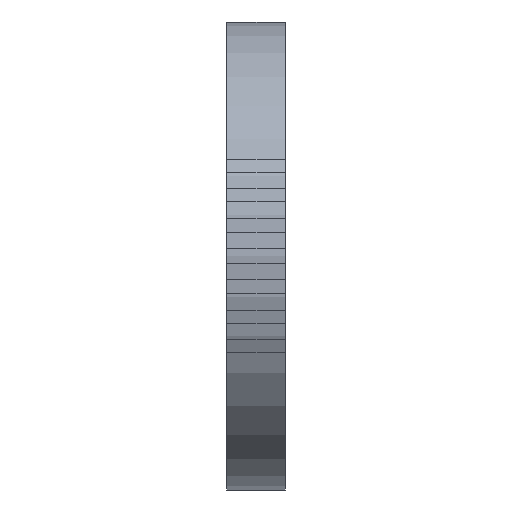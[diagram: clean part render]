
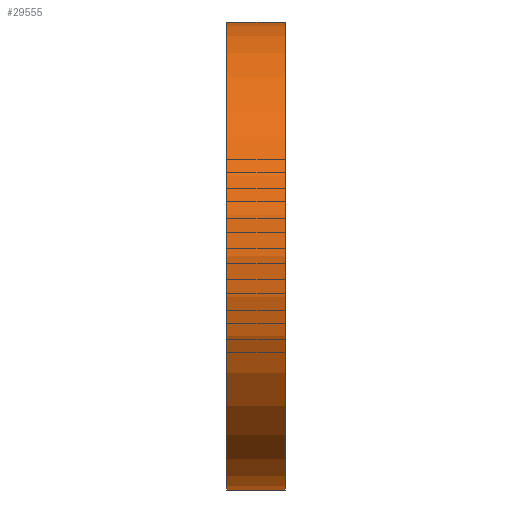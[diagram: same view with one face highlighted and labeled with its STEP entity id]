
A CAD part, left-side view. The second image highlights one B-rep face of the part: STEP entity #29555.
In plain terms, the highlighted cylindrical face has radius 38.1 mm (diameter 76.2 mm), a partial arc.
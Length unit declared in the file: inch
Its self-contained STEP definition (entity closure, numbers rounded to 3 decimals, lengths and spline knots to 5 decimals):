
#340 = DIRECTION ( 'NONE',  ( 0., -1., 0. ) ) ;
#959 = DIRECTION ( 'NONE',  ( 0., 1., 0. ) ) ;
#1000 = CARTESIAN_POINT ( 'NONE',  ( -3.55006, 0.375, -1.5 ) ) ;
#1419 = CIRCLE ( 'NONE', #33777, 1.5 ) ;
#3062 = VERTEX_POINT ( 'NONE', #22272 ) ;
#3339 = CARTESIAN_POINT ( 'NONE',  ( -3.55006, 0.375, 0. ) ) ;
#3440 = CIRCLE ( 'NONE', #7043, 1.5 ) ;
#3567 = FACE_OUTER_BOUND ( 'NONE', #13478, .T. ) ;
#4130 = DIRECTION ( 'NONE',  ( 0., 0., -1. ) ) ;
#6005 = DIRECTION ( 'NONE',  ( 0., 0., 1. ) ) ;
#6405 = EDGE_CURVE ( 'NONE', #3062, #29582, #7302, .T. ) ;
#6783 = VECTOR ( 'NONE', #32452, 39.37008 ) ;
#7043 = AXIS2_PLACEMENT_3D ( 'NONE', #16677, #959, #19322 ) ;
#7302 = LINE ( 'NONE', #18713, #26621 ) ;
#9396 = ORIENTED_EDGE ( 'NONE', *, *, #11827, .T. ) ;
#9976 = VERTEX_POINT ( 'NONE', #12102 ) ;
#10157 = VERTEX_POINT ( 'NONE', #18288 ) ;
#11706 = ORIENTED_EDGE ( 'NONE', *, *, #12397, .T. ) ;
#11827 = EDGE_CURVE ( 'NONE', #9976, #10157, #20747, .T. ) ;
#12102 = CARTESIAN_POINT ( 'NONE',  ( -3.55006, 0.375, -1.5 ) ) ;
#12397 = EDGE_CURVE ( 'NONE', #10157, #29582, #3440, .T. ) ;
#13478 = EDGE_LOOP ( 'NONE', ( #11706, #16301, #30280, #9396 ) ) ;
#14694 = DIRECTION ( 'NONE',  ( 0., -1., 0. ) ) ;
#15960 = EDGE_CURVE ( 'NONE', #9976, #3062, #1419, .T. ) ;
#16301 = ORIENTED_EDGE ( 'NONE', *, *, #6405, .F. ) ;
#16677 = CARTESIAN_POINT ( 'NONE',  ( -3.55006, 0., 0. ) ) ;
#16725 = CYLINDRICAL_SURFACE ( 'NONE', #27465, 1.5 ) ;
#18288 = CARTESIAN_POINT ( 'NONE',  ( -3.55006, 0., -1.5 ) ) ;
#18713 = CARTESIAN_POINT ( 'NONE',  ( -3.55006, 0.375, 1.5 ) ) ;
#19322 = DIRECTION ( 'NONE',  ( 0., 0., 1. ) ) ;
#20747 = LINE ( 'NONE', #1000, #6783 ) ;
#21712 = DIRECTION ( 'NONE',  ( 0., 1., 0. ) ) ;
#22272 = CARTESIAN_POINT ( 'NONE',  ( -3.55006, 0.375, 1.5 ) ) ;
#22503 = CARTESIAN_POINT ( 'NONE',  ( -3.55006, 0.375, 0. ) ) ;
#26621 = VECTOR ( 'NONE', #340, 39.37008 ) ;
#27465 = AXIS2_PLACEMENT_3D ( 'NONE', #22503, #14694, #4130 ) ;
#29555 = ADVANCED_FACE ( 'NONE', ( #3567 ), #16725, .T. ) ;
#29582 = VERTEX_POINT ( 'NONE', #33097 ) ;
#30280 = ORIENTED_EDGE ( 'NONE', *, *, #15960, .F. ) ;
#32452 = DIRECTION ( 'NONE',  ( 0., -1., 0. ) ) ;
#33097 = CARTESIAN_POINT ( 'NONE',  ( -3.55006, 0., 1.5 ) ) ;
#33777 = AXIS2_PLACEMENT_3D ( 'NONE', #3339, #21712, #6005 ) ;
